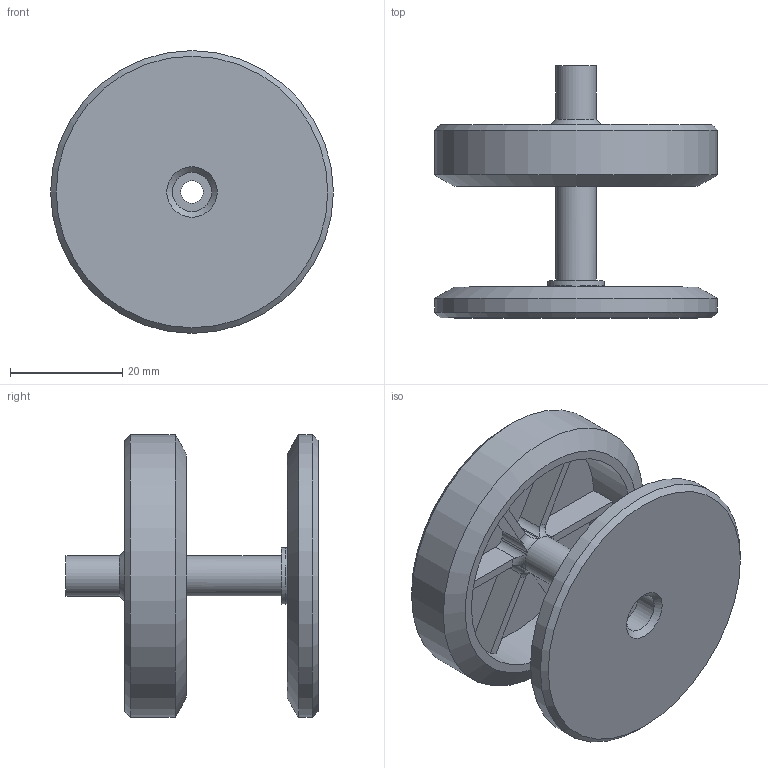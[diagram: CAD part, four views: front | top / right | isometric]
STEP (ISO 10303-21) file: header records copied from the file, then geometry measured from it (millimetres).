
FILE_DESCRIPTION(('FreeCAD Model'),'2;1');
FILE_NAME('Open CASCADE Shape Model','2025-04-24T17:47:46',(''),(''), 'Open CASCADE STEP processor 7.8','FreeCAD','Unknown');
FILE_SCHEMA(('AUTOMOTIVE_DESIGN { 1 0 10303 214 1 1 1 1 }'));
Length unit declared in the file: millimetre
Products named in the file (1): Wheels_Treads001
Bounding box: 50.5 x 45 x 50.5 mm (x, y, z)
Volume: 17158.3 mm3; surface area: 14499.8 mm2
Topology: 1 solids, 1 shells, 150 faces, 355 edges, 212 vertices
Faces by surface type: plane 99, cylinder 33, torus 12, cone 6
Full cylindrical faces by diameter (mm): 4 x1, 7 x1, 7.175 x2, 10.175 x1, 40.325 x2, 50.5 x2
Entity records: 4687 total; most frequent: CARTESIAN_POINT 1240, DIRECTION 717, ORIENTED_EDGE 710, EDGE_CURVE 355, AXIS2_PLACEMENT_3D 259, VERTEX_POINT 212, LINE 199, VECTOR 199
